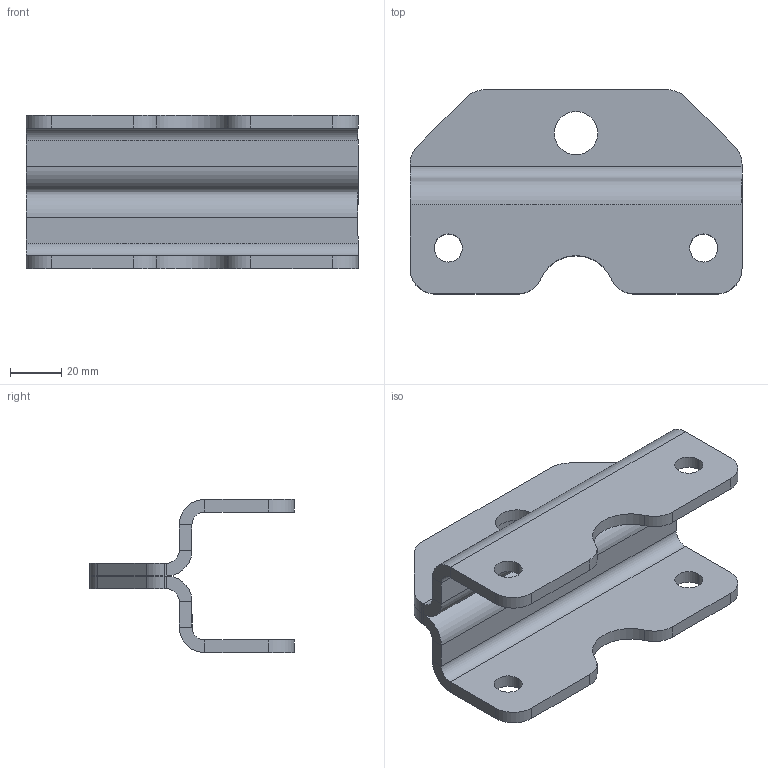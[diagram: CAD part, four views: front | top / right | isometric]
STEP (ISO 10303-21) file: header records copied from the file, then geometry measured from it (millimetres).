
FILE_DESCRIPTION (( 'STEP AP203' ), '1' );
FILE_NAME ('T42984.STEP', '2018-07-26T16:15:02', ( '' ), ( '' ), 'SwSTEP 2.0', 'SolidWorks 2016', '' );
FILE_SCHEMA (( 'CONFIG_CONTROL_DESIGN' ));
Length unit declared in the file: millimetre
Products named in the file (2): T42984; TH806
Assembly tree (2 placements, depth 2):
  T42984
    TH806  x2
Bounding box: 130 x 80 x 60 mm (x, y, z)
Volume: 113454.4 mm3; surface area: 50903.7 mm2
Topology: 2 solids, 2 shells, 80 faces, 196 edges, 120 vertices
Faces by surface type: plane 42, cylinder 38
Entity records: 1412 total; most frequent: DIRECTION 226, CARTESIAN_POINT 203, ORIENTED_EDGE 196, EDGE_CURVE 98, AXIS2_PLACEMENT_3D 83, VECTOR 60, LINE 60, VERTEX_POINT 60
